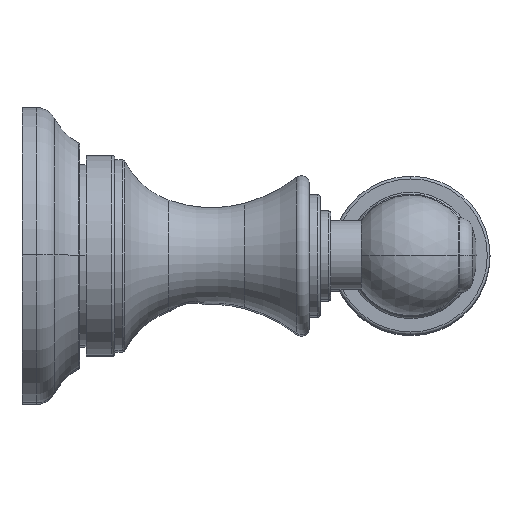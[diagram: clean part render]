
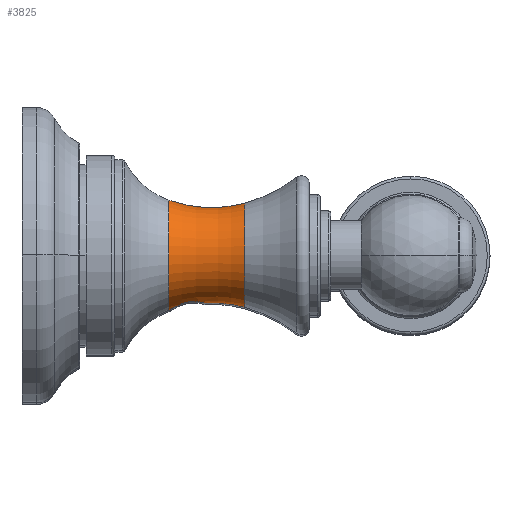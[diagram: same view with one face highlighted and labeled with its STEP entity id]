
A CAD part, top view. The second image highlights one B-rep face of the part: STEP entity #3825.
In plain terms, the highlighted toroidal (fillet/blend) face has major radius 32.608 mm and minor radius 23.622 mm.
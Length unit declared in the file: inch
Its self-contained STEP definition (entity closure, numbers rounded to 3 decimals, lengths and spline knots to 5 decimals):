
#901=CARTESIAN_POINT('',(0.,0.625,-0.40578));
#902=CARTESIAN_POINT('',(0.0079,0.625,-0.40578));
#903=CARTESIAN_POINT('',(0.02392,0.62645,
-0.40482));
#904=CARTESIAN_POINT('',(0.04863,0.63393,
-0.39998));
#905=CARTESIAN_POINT('',(0.06993,0.64549,
-0.39285));
#906=CARTESIAN_POINT('',(0.08799,0.66027,
-0.38438));
#907=CARTESIAN_POINT('',(0.10233,0.67706,
-0.37564));
#908=CARTESIAN_POINT('',(0.11437,0.69752,
-0.36625));
#909=CARTESIAN_POINT('',(0.12289,0.72239,
-0.35696));
#910=CARTESIAN_POINT('',(0.126,0.74932,
-0.34967));
#911=CARTESIAN_POINT('',(0.1231,0.77693,
-0.34533));
#912=CARTESIAN_POINT('',(0.11452,0.80219,
-0.34424));
#913=CARTESIAN_POINT('',(0.10238,0.82295,
-0.34532));
#914=CARTESIAN_POINT('',(0.08738,0.84038,
-0.34754));
#915=CARTESIAN_POINT('',(0.06889,0.85521,
-0.35038));
#916=CARTESIAN_POINT('',(0.04736,0.86658,
-0.35315));
#917=CARTESIAN_POINT('',(0.02305,0.87367,
-0.35512));
#918=CARTESIAN_POINT('',(0.00756,0.875,-0.35551));
#919=CARTESIAN_POINT('',(0.,0.875,-0.35551));
#921=CARTESIAN_POINT('',(0.,0.61431,0.));
#922=DIRECTION('',(0.,-1.,0.));
#923=DIRECTION('',(0.,0.,-1.));
#924=AXIS2_PLACEMENT_3D('',#921,#922,#923);
#954=CARTESIAN_POINT('',(0.,0.93158,-1.28379));
#955=DIRECTION('',(-1.,0.,0.));
#956=DIRECTION('',(0.,-0.061,0.998));
#957=AXIS2_PLACEMENT_3D('',#954,#955,#956);
#959=CARTESIAN_POINT('',(0.,0.93158,1.28379));
#960=DIRECTION('',(1.,0.,0.));
#961=DIRECTION('',(0.,-0.341,-0.94));
#962=AXIS2_PLACEMENT_3D('',#959,#960,#961);
#969=CARTESIAN_POINT('',(0.,0.93158,-1.28379));
#970=DIRECTION('',(-1.,0.,0.));
#971=DIRECTION('',(0.,-0.341,0.94));
#972=AXIS2_PLACEMENT_3D('',#969,#970,#971);
#3373=CARTESIAN_POINT('',(0.,1.17884,0.));
#3374=DIRECTION('',(0.,-1.,0.));
#3375=DIRECTION('',(0.,0.,-1.));
#3376=AXIS2_PLACEMENT_3D('',#3373,#3374,#3375);
#3492=CARTESIAN_POINT('',(0.,0.61431,0.40958));
#3493=CARTESIAN_POINT('',(0.,1.17884,0.38726));
#3494=VERTEX_POINT('',#3492);
#3495=VERTEX_POINT('',#3493);
#3504=CARTESIAN_POINT('',(0.,0.61431,-0.40958));
#3505=VERTEX_POINT('',#3504);
#3506=CARTESIAN_POINT('',(0.,1.17884,-0.38726));
#3507=VERTEX_POINT('',#3506);
#3652=VERTEX_POINT('',#901);
#3653=VERTEX_POINT('',#919);
#3807=CARTESIAN_POINT('',(0.,0.93158,0.));
#3808=DIRECTION('',(0.,-1.,0.));
#3809=DIRECTION('',(0.,0.,1.));
#3810=AXIS2_PLACEMENT_3D('',#3807,#3808,#3809);
#3811=TOROIDAL_SURFACE('',#3810,1.28379,0.93);
#3813=ORIENTED_EDGE('',*,*,#3812,.F.);
#3815=ORIENTED_EDGE('',*,*,#3814,.F.);
#3816=ORIENTED_EDGE('',*,*,#3776,.T.);
#3818=ORIENTED_EDGE('',*,*,#3817,.T.);
#3820=ORIENTED_EDGE('',*,*,#3819,.F.);
#3822=ORIENTED_EDGE('',*,*,#3821,.F.);
#3823=EDGE_LOOP('',(#3813,#3815,#3816,#3818,#3820,#3822));
#3824=FACE_OUTER_BOUND('',#3823,.F.);
#3825=ADVANCED_FACE('',(#3824),#3811,.F.);
#920=B_SPLINE_CURVE_WITH_KNOTS('',3,(#901,#902,#903,#904,#905,#906,#907,#908,
#909,#910,#911,#912,#913,#914,#915,#916,#917,#918,#919),.UNSPECIFIED.,.F.,.F.,
(4,1,1,1,1,1,1,1,1,1,1,1,1,1,1,1,4),(0.,0.0625,0.125,0.1875,0.25,
0.3125,0.375,0.4375,0.5,0.5625,0.625,0.6875,0.75,0.8125,
0.875,0.9375,1.),.UNSPECIFIED.);
#925=CIRCLE('',#924,0.40958);
#958=CIRCLE('',#957,0.93);
#963=CIRCLE('',#962,0.93);
#973=CIRCLE('',#972,0.93);
#3377=CIRCLE('',#3376,0.38726);
#3776=EDGE_CURVE('',#3505,#3494,#925,.T.);
#3812=EDGE_CURVE('',#3652,#3653,#920,.T.);
#3814=EDGE_CURVE('',#3505,#3652,#973,.T.);
#3817=EDGE_CURVE('',#3494,#3495,#963,.T.);
#3819=EDGE_CURVE('',#3507,#3495,#3377,.T.);
#3821=EDGE_CURVE('',#3653,#3507,#958,.T.);
